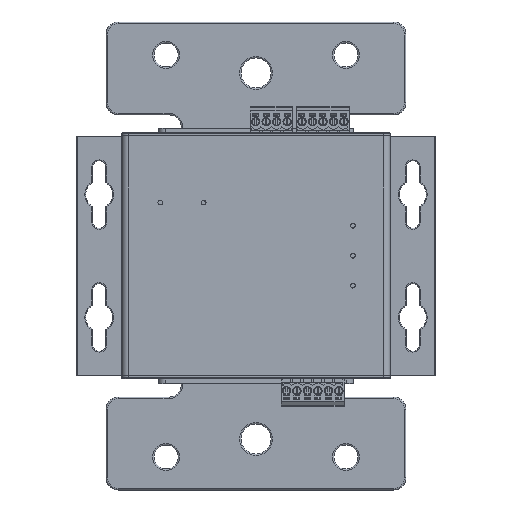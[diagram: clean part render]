
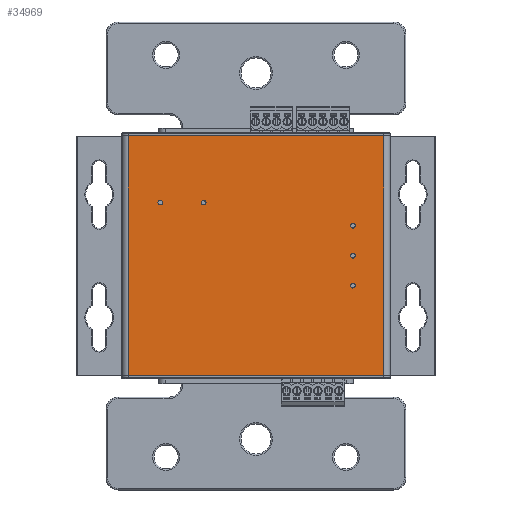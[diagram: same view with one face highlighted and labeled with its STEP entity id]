
A CAD part, top view. The second image highlights one B-rep face of the part: STEP entity #34969.
In plain terms, the highlighted face is planar.
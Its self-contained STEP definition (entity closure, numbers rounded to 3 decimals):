
#1946=FACE_BOUND('',#5598,.T.);
#1947=FACE_BOUND('',#5599,.T.);
#1948=FACE_BOUND('',#5600,.T.);
#1949=FACE_BOUND('',#5601,.T.);
#1950=FACE_BOUND('',#5602,.T.);
#2418=CIRCLE('',#37189,0.775);
#2420=CIRCLE('',#37192,0.775);
#2422=CIRCLE('',#37195,0.775);
#2480=CIRCLE('',#37262,0.775);
#2482=CIRCLE('',#37265,0.775);
#3741=FACE_OUTER_BOUND('',#5597,.T.);
#5597=EDGE_LOOP('',(#25485,#25486,#25487,#25488));
#5598=EDGE_LOOP('',(#25489));
#5599=EDGE_LOOP('',(#25490));
#5600=EDGE_LOOP('',(#25491));
#5601=EDGE_LOOP('',(#25492));
#5602=EDGE_LOOP('',(#25493));
#7846=LINE('',#50986,#11864);
#7899=LINE('',#51155,#11917);
#8006=LINE('',#51407,#12024);
#8007=LINE('',#51409,#12025);
#11864=VECTOR('',#41072,10.);
#11917=VECTOR('',#41189,10.);
#12024=VECTOR('',#41534,10.);
#12025=VECTOR('',#41537,10.);
#15788=VERTEX_POINT('',#50774);
#15790=VERTEX_POINT('',#50780);
#15792=VERTEX_POINT('',#50786);
#15884=VERTEX_POINT('',#50983);
#15885=VERTEX_POINT('',#50985);
#15968=VERTEX_POINT('',#51152);
#15969=VERTEX_POINT('',#51154);
#15980=VERTEX_POINT('',#51178);
#15982=VERTEX_POINT('',#51184);
#19247=EDGE_CURVE('',#15788,#15788,#2418,.T.);
#19250=EDGE_CURVE('',#15790,#15790,#2420,.T.);
#19253=EDGE_CURVE('',#15792,#15792,#2422,.T.);
#19352=EDGE_CURVE('',#15884,#15885,#7846,.T.);
#19436=EDGE_CURVE('',#15968,#15969,#7899,.T.);
#19448=EDGE_CURVE('',#15980,#15980,#2480,.T.);
#19451=EDGE_CURVE('',#15982,#15982,#2482,.T.);
#19563=EDGE_CURVE('',#15968,#15885,#8006,.T.);
#19564=EDGE_CURVE('',#15969,#15884,#8007,.T.);
#25485=ORIENTED_EDGE('',*,*,#19563,.T.);
#25486=ORIENTED_EDGE('',*,*,#19352,.F.);
#25487=ORIENTED_EDGE('',*,*,#19564,.F.);
#25488=ORIENTED_EDGE('',*,*,#19436,.F.);
#25489=ORIENTED_EDGE('',*,*,#19247,.T.);
#25490=ORIENTED_EDGE('',*,*,#19250,.T.);
#25491=ORIENTED_EDGE('',*,*,#19253,.T.);
#25492=ORIENTED_EDGE('',*,*,#19448,.T.);
#25493=ORIENTED_EDGE('',*,*,#19451,.T.);
#33415=PLANE('',#37376);
#34969=ADVANCED_FACE('',(#3741,#1946,#1947,#1948,#1949,#1950),#33415,.T.);
#37189=AXIS2_PLACEMENT_3D('',#50775,#40922,#40923);
#37192=AXIS2_PLACEMENT_3D('',#50781,#40929,#40930);
#37195=AXIS2_PLACEMENT_3D('',#50787,#40936,#40937);
#37262=AXIS2_PLACEMENT_3D('',#51179,#41207,#41208);
#37265=AXIS2_PLACEMENT_3D('',#51185,#41214,#41215);
#37376=AXIS2_PLACEMENT_3D('',#51408,#41535,#41536);
#40922=DIRECTION('center_axis',(0.,0.,1.));
#40923=DIRECTION('ref_axis',(1.,0.,0.));
#40929=DIRECTION('center_axis',(0.,0.,1.));
#40930=DIRECTION('ref_axis',(1.,0.,0.));
#40936=DIRECTION('center_axis',(0.,0.,1.));
#40937=DIRECTION('ref_axis',(1.,0.,0.));
#41072=DIRECTION('',(-1.,0.,0.));
#41189=DIRECTION('',(1.,0.,0.));
#41207=DIRECTION('center_axis',(0.,0.,1.));
#41208=DIRECTION('ref_axis',(1.,0.,0.));
#41214=DIRECTION('center_axis',(0.,0.,1.));
#41215=DIRECTION('ref_axis',(1.,0.,0.));
#41534=DIRECTION('',(0.,1.,0.));
#41535=DIRECTION('center_axis',(0.,0.,-1.));
#41536=DIRECTION('ref_axis',(-1.,0.,0.));
#41537=DIRECTION('',(0.,1.,0.));
#50774=CARTESIAN_POINT('',(31.525,13.,0.));
#50775=CARTESIAN_POINT('Origin',(32.3,13.,0.));
#50780=CARTESIAN_POINT('',(-18.225,5.25,0.));
#50781=CARTESIAN_POINT('Origin',(-17.45,5.25,0.));
#50786=CARTESIAN_POINT('',(-32.725,5.25,0.));
#50787=CARTESIAN_POINT('Origin',(-31.95,5.25,0.));
#50983=CARTESIAN_POINT('',(42.55,63.,0.));
#50985=CARTESIAN_POINT('',(-42.55,63.,0.));
#50986=CARTESIAN_POINT('',(42.55,63.,0.));
#51152=CARTESIAN_POINT('',(-42.55,-17.,0.));
#51154=CARTESIAN_POINT('',(42.55,-17.,0.));
#51155=CARTESIAN_POINT('',(21.275,-17.,0.));
#51178=CARTESIAN_POINT('',(31.525,23.,0.));
#51179=CARTESIAN_POINT('Origin',(32.3,23.,0.));
#51184=CARTESIAN_POINT('',(31.525,33.,0.));
#51185=CARTESIAN_POINT('Origin',(32.3,33.,0.));
#51407=CARTESIAN_POINT('',(-42.55,62.,0.));
#51408=CARTESIAN_POINT('Origin',(42.55,0.,0.));
#51409=CARTESIAN_POINT('',(42.55,62.,0.));
